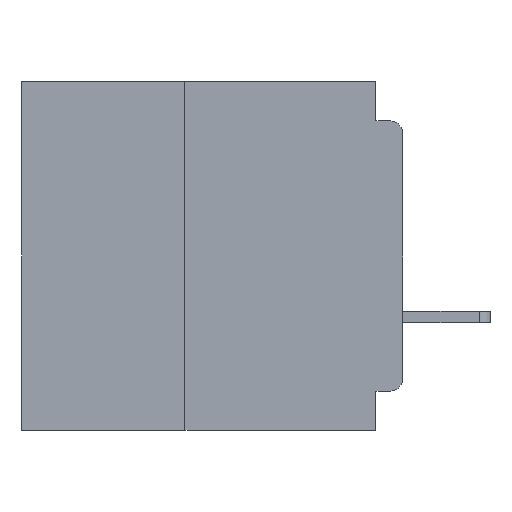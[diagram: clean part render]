
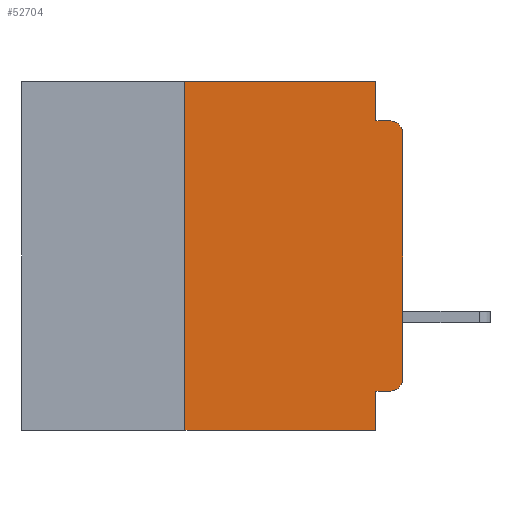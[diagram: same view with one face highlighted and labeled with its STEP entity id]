
A CAD part, left-side view. The second image highlights one B-rep face of the part: STEP entity #52704.
In plain terms, the highlighted planar face has unit normal (-1, 0, 0).
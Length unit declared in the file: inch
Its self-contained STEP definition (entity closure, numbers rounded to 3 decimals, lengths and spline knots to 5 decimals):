
#25 = EDGE_CURVE ( 'NONE', #15860, #55045, #60293, .T. ) ;
#79 = CIRCLE ( 'NONE', #47205, 0.015 ) ;
#402 = LINE ( 'NONE', #41663, #51187 ) ;
#884 = ORIENTED_EDGE ( 'NONE', *, *, #28365, .T. ) ;
#1689 = VECTOR ( 'NONE', #40285, 39.37008 ) ;
#1845 = LINE ( 'NONE', #45656, #12526 ) ;
#2507 = VERTEX_POINT ( 'NONE', #44932 ) ;
#2513 = DIRECTION ( 'NONE',  ( 0., 0., -1. ) ) ;
#4078 = ORIENTED_EDGE ( 'NONE', *, *, #25, .T. ) ;
#4590 = ORIENTED_EDGE ( 'NONE', *, *, #16134, .F. ) ;
#5678 = CARTESIAN_POINT ( 'NONE',  ( 0., 0.031, -0.045 ) ) ;
#9598 = CARTESIAN_POINT ( 'NONE',  ( 0., 0.25, -0.4 ) ) ;
#9697 = CARTESIAN_POINT ( 'NONE',  ( 0., 0., -0.34 ) ) ;
#11087 = ORIENTED_EDGE ( 'NONE', *, *, #43432, .T. ) ;
#12408 = LINE ( 'NONE', #36987, #62979 ) ;
#12526 = VECTOR ( 'NONE', #24795, 39.37008 ) ;
#13969 = DIRECTION ( 'NONE',  ( 0., -1., 0. ) ) ;
#15487 = DIRECTION ( 'NONE',  ( 0., 0., 1. ) ) ;
#15655 = LINE ( 'NONE', #50708, #1689 ) ;
#15860 = VERTEX_POINT ( 'NONE', #54438 ) ;
#16098 = DIRECTION ( 'NONE',  ( 0., 1., 0. ) ) ;
#16134 = EDGE_CURVE ( 'NONE', #15860, #40302, #63686, .T. ) ;
#17653 = DIRECTION ( 'NONE',  ( 1., 0., 0. ) ) ;
#17875 = ORIENTED_EDGE ( 'NONE', *, *, #63910, .F. ) ;
#19406 = CARTESIAN_POINT ( 'NONE',  ( 0., 0.031, -0.355 ) ) ;
#19695 = ORIENTED_EDGE ( 'NONE', *, *, #28408, .F. ) ;
#19757 = EDGE_CURVE ( 'NONE', #42923, #2507, #25344, .T. ) ;
#20908 = DIRECTION ( 'NONE',  ( -1., 0., 0. ) ) ;
#21586 = FACE_OUTER_BOUND ( 'NONE', #25510, .T. ) ;
#23239 = EDGE_CURVE ( 'NONE', #40302, #30590, #1845, .T. ) ;
#23268 = ORIENTED_EDGE ( 'NONE', *, *, #19757, .F. ) ;
#24795 = DIRECTION ( 'NONE',  ( 0., -1., 0. ) ) ;
#25344 = LINE ( 'NONE', #65907, #36005 ) ;
#25510 = EDGE_LOOP ( 'NONE', ( #11087, #55498, #23268, #17875, #48491, #4590, #4078, #46118, #19695, #884 ) ) ;
#25536 = VERTEX_POINT ( 'NONE', #9697 ) ;
#25738 = DIRECTION ( 'NONE',  ( -1., 0., 0. ) ) ;
#27638 = CARTESIAN_POINT ( 'NONE',  ( 0., 0.25, 0. ) ) ;
#28365 = EDGE_CURVE ( 'NONE', #36472, #25536, #79, .T. ) ;
#28408 = EDGE_CURVE ( 'NONE', #36472, #29437, #12408, .T. ) ;
#29437 = VERTEX_POINT ( 'NONE', #19406 ) ;
#29750 = AXIS2_PLACEMENT_3D ( 'NONE', #38523, #17653, #54182 ) ;
#30590 = VERTEX_POINT ( 'NONE', #49896 ) ;
#34467 = VERTEX_POINT ( 'NONE', #53754 ) ;
#35339 = EDGE_CURVE ( 'NONE', #29437, #55045, #15655, .T. ) ;
#35767 = DIRECTION ( 'NONE',  ( 0., 0., 1. ) ) ;
#36005 = VECTOR ( 'NONE', #13969, 39.37008 ) ;
#36472 = VERTEX_POINT ( 'NONE', #66518 ) ;
#36987 = CARTESIAN_POINT ( 'NONE',  ( 0., 0., -0.355 ) ) ;
#37201 = EDGE_CURVE ( 'NONE', #34467, #2507, #38391, .T. ) ;
#38391 = CIRCLE ( 'NONE', #62335, 0.015 ) ;
#38523 = CARTESIAN_POINT ( 'NONE',  ( 0., 0.437, 0. ) ) ;
#40285 = DIRECTION ( 'NONE',  ( 0., 0., -1. ) ) ;
#40302 = VERTEX_POINT ( 'NONE', #27638 ) ;
#41663 = CARTESIAN_POINT ( 'NONE',  ( 0., 0., 0. ) ) ;
#42923 = VERTEX_POINT ( 'NONE', #5678 ) ;
#43332 = CARTESIAN_POINT ( 'NONE',  ( 0., 0.031, -0.4 ) ) ;
#43432 = EDGE_CURVE ( 'NONE', #25536, #34467, #402, .T. ) ;
#44805 = CARTESIAN_POINT ( 'NONE',  ( 0., 0.437, -0.4 ) ) ;
#44932 = CARTESIAN_POINT ( 'NONE',  ( 0., 0.015, -0.045 ) ) ;
#44963 = VECTOR ( 'NONE', #59075, 39.37008 ) ;
#45199 = LINE ( 'NONE', #65037, #55666 ) ;
#45656 = CARTESIAN_POINT ( 'NONE',  ( 0., 0.437, 0. ) ) ;
#46118 = ORIENTED_EDGE ( 'NONE', *, *, #35339, .F. ) ;
#47205 = AXIS2_PLACEMENT_3D ( 'NONE', #52223, #20908, #57387 ) ;
#48491 = ORIENTED_EDGE ( 'NONE', *, *, #23239, .F. ) ;
#49896 = CARTESIAN_POINT ( 'NONE',  ( 0., 0.031, 0. ) ) ;
#49980 = VECTOR ( 'NONE', #35767, 39.37008 ) ;
#50708 = CARTESIAN_POINT ( 'NONE',  ( 0., 0.031, -0.4 ) ) ;
#51187 = VECTOR ( 'NONE', #15487, 39.37008 ) ;
#52223 = CARTESIAN_POINT ( 'NONE',  ( 0., 0.015, -0.34 ) ) ;
#52704 = ADVANCED_FACE ( 'NONE', ( #21586 ), #59133, .F. ) ;
#53754 = CARTESIAN_POINT ( 'NONE',  ( 0., 0., -0.06 ) ) ;
#54182 = DIRECTION ( 'NONE',  ( 0., 0., -1. ) ) ;
#54438 = CARTESIAN_POINT ( 'NONE',  ( 0., 0.25, -0.4 ) ) ;
#55045 = VERTEX_POINT ( 'NONE', #43332 ) ;
#55498 = ORIENTED_EDGE ( 'NONE', *, *, #37201, .T. ) ;
#55666 = VECTOR ( 'NONE', #2513, 39.37008 ) ;
#56926 = CARTESIAN_POINT ( 'NONE',  ( 0., 0.015, -0.06 ) ) ;
#57387 = DIRECTION ( 'NONE',  ( 0., 0., -1. ) ) ;
#59075 = DIRECTION ( 'NONE',  ( 0., -1., 0. ) ) ;
#59133 = PLANE ( 'NONE',  #29750 ) ;
#60293 = LINE ( 'NONE', #44805, #44963 ) ;
#62152 = DIRECTION ( 'NONE',  ( 0., 0., -1. ) ) ;
#62335 = AXIS2_PLACEMENT_3D ( 'NONE', #56926, #25738, #62152 ) ;
#62979 = VECTOR ( 'NONE', #16098, 39.37008 ) ;
#63686 = LINE ( 'NONE', #9598, #49980 ) ;
#63910 = EDGE_CURVE ( 'NONE', #30590, #42923, #45199, .T. ) ;
#65037 = CARTESIAN_POINT ( 'NONE',  ( 0., 0.031, 0. ) ) ;
#65907 = CARTESIAN_POINT ( 'NONE',  ( 0., 0., -0.045 ) ) ;
#66518 = CARTESIAN_POINT ( 'NONE',  ( 0., 0.015, -0.355 ) ) ;
